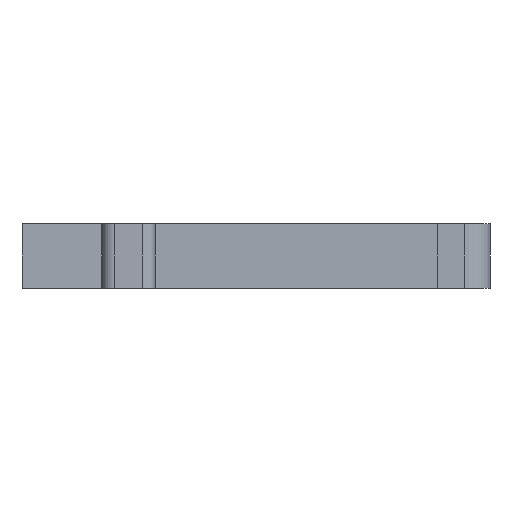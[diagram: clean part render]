
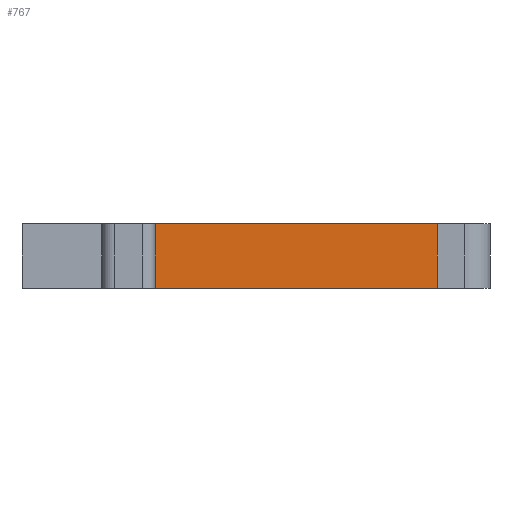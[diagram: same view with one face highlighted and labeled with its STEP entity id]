
A CAD part, left-side view. The second image highlights one B-rep face of the part: STEP entity #767.
In plain terms, the highlighted planar face has unit normal (-1, 0, 0).
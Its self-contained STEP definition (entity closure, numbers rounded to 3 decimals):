
#29=PLANE('',#838);
#63=FACE_OUTER_BOUND('',#108,.T.);
#108=EDGE_LOOP('',(#638,#639,#640,#641));
#143=LINE('',#1106,#236);
#183=LINE('',#1207,#276);
#201=LINE('',#1245,#294);
#202=LINE('',#1247,#295);
#236=VECTOR('',#893,1000.);
#276=VECTOR('',#955,1000.);
#294=VECTOR('',#993,1000.);
#295=VECTOR('',#996,1000.);
#351=VERTEX_POINT('',#1103);
#352=VERTEX_POINT('',#1105);
#401=VERTEX_POINT('',#1204);
#402=VERTEX_POINT('',#1206);
#427=EDGE_CURVE('',#351,#352,#143,.T.);
#477=EDGE_CURVE('',#402,#401,#183,.T.);
#497=EDGE_CURVE('',#351,#402,#201,.T.);
#498=EDGE_CURVE('',#352,#401,#202,.T.);
#638=ORIENTED_EDGE('',*,*,#477,.T.);
#639=ORIENTED_EDGE('',*,*,#498,.F.);
#640=ORIENTED_EDGE('',*,*,#427,.F.);
#641=ORIENTED_EDGE('',*,*,#497,.T.);
#767=ADVANCED_FACE('',(#63),#29,.F.);
#838=AXIS2_PLACEMENT_3D('',#1246,#994,#995);
#893=DIRECTION('',(0.,-1.,0.));
#955=DIRECTION('',(0.,-1.,0.));
#993=DIRECTION('',(0.,0.,-1.));
#994=DIRECTION('center_axis',(1.,0.,0.));
#995=DIRECTION('ref_axis',(0.,0.,-1.));
#996=DIRECTION('',(0.,0.,-1.));
#1103=CARTESIAN_POINT('',(-5.311,55.097,5.));
#1105=CARTESIAN_POINT('',(-5.311,33.297,5.));
#1106=CARTESIAN_POINT('',(-5.311,33.297,5.));
#1204=CARTESIAN_POINT('',(-5.311,33.297,0.));
#1206=CARTESIAN_POINT('',(-5.311,55.097,0.));
#1207=CARTESIAN_POINT('',(-5.311,33.297,0.));
#1245=CARTESIAN_POINT('',(-5.311,55.097,5.));
#1246=CARTESIAN_POINT('Origin',(-5.311,33.297,5.));
#1247=CARTESIAN_POINT('',(-5.311,33.297,5.));
